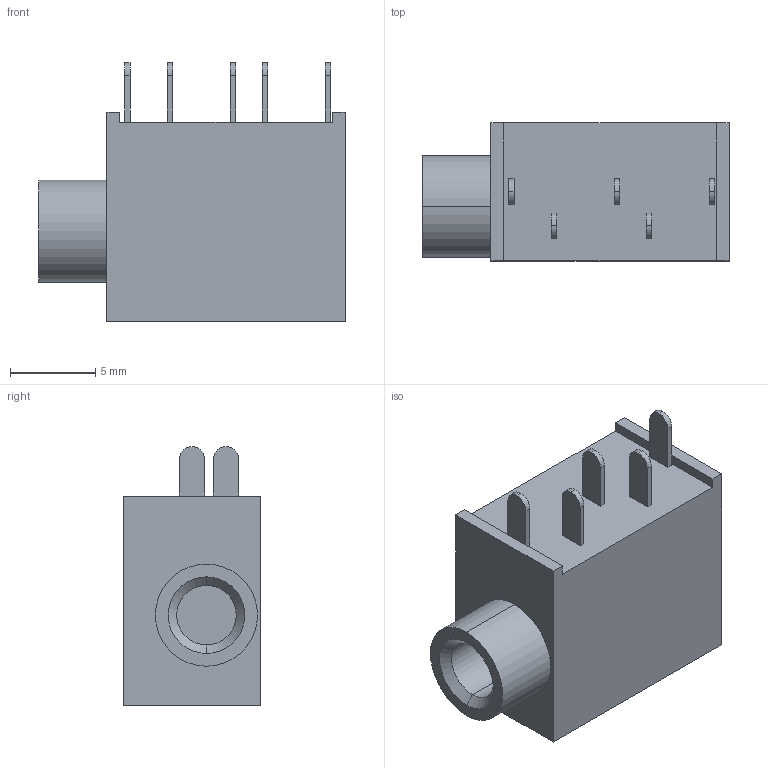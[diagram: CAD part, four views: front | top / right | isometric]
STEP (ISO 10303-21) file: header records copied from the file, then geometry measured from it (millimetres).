
FILE_DESCRIPTION (( 'STEP AP214' ), '1' );
FILE_NAME ('422333CA-8EC5-4CD7-AF38-4F9ADFF27EDA.STEP', '2024-10-08T23:28:55', ( '' ), ( '' ), 'SwSTEP 2.0', 'SolidWorks 2022', '' );
FILE_SCHEMA (( 'AUTOMOTIVE_DESIGN' ));
Length unit declared in the file: millimetre
Products named in the file (1): 422333CA-8EC5-4CD7-AF38-4F9ADFF27EDA
Bounding box: 18 x 8.1 x 15.2 mm (x, y, z)
Volume: 1299.7 mm3; surface area: 1073.9 mm2
Topology: 1 solids, 1 shells, 48 faces, 115 edges, 76 vertices
Faces by surface type: plane 32, cylinder 14, cone 2
Entity records: 1944 total; most frequent: DIRECTION 243, CARTESIAN_POINT 240, ORIENTED_EDGE 230, EDGE_CURVE 115, LINE 85, VECTOR 85, AXIS2_PLACEMENT_3D 79, VERTEX_POINT 76
